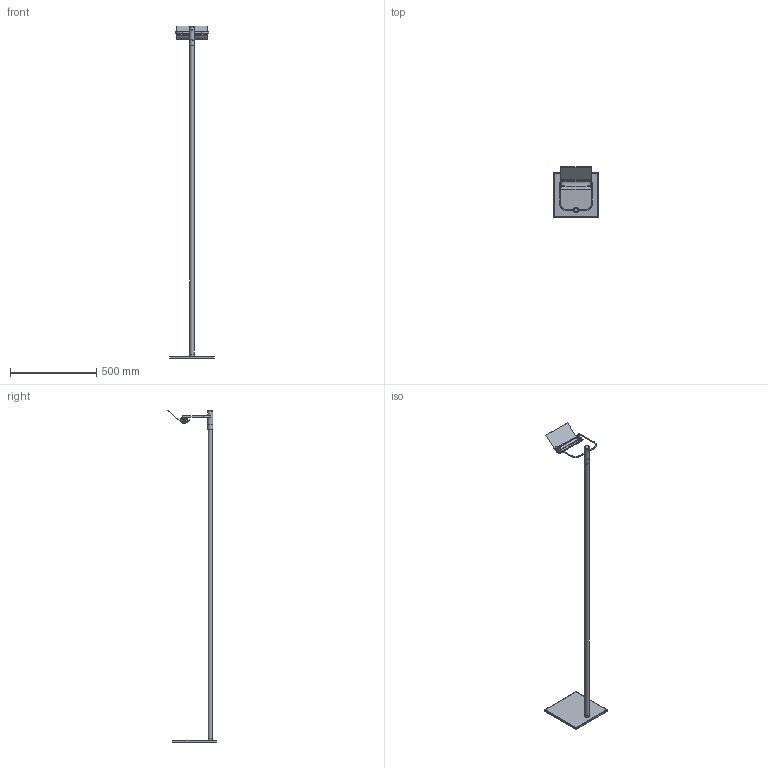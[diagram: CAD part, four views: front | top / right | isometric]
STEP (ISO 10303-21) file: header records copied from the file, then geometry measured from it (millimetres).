
FILE_DESCRIPTION(/* description */ (''),/* implementation_level */ '2;1');
FILE_NAME(/* name */ 'F272930250xxNE.stp',/* time_stamp */ '2020-01-15T15:01:41+01:00',/* author */ ('sghezzi'),/* organization */ (''),/* preprocessor_version */ 'ST-DEVELOPER v17.2',/* originating_system */ 'Autodesk Inventor 2019',/* authorisation */ '');
FILE_SCHEMA (('AUTOMOTIVE_DESIGN { 1 0 10303 214 3 1 1 }'));
Length unit declared in the file: millimetre
Products named in the file (11): Scintilla_2729_Assieme; Scintilla_Corpo illum 2729 Terra_Assieme; montatura; RAT-F-S; 010037310 Tappo ; Montatura ; 010036010_Piastrina Inox dist 0.5; 007272914_Vite Tsp M8x25 Scintilla Ter; Parte1; 007272911_Zavorra Nr; 0072729 Stelo D25 H180 Cr
Assembly tree (11 placements, depth 3):
  Scintilla_2729_Assieme
    Scintilla_Corpo illum 2729 Terra_Assieme
      montatura
    RAT-F-S
    010037310 Tappo 
    Montatura 
    010036010_Piastrina Inox dist 0.5  x2
    007272914_Vite Tsp M8x25 Scintilla Ter
    Parte1
    007272911_Zavorra Nr
    0072729 Stelo D25 H180 Cr
Bounding box: 258 x 288.19 x 1926.12 mm (x, y, z)
Volume: 983535.8 mm3; surface area: 669477.6 mm2
Topology: 13 solids, 13 shells, 255 faces, 647 edges, 431 vertices
Faces by surface type: plane 128, cylinder 110, bspline 8, cone 5, torus 4
Full cylindrical faces by diameter (mm): 3 x21, 3.5 x2, 3.703 x1, 5 x4, 6 x2, 6.647 x1, 7 x5, 8 x2, 8.5 x1, 9 x1, 12 x2, 20.5 x1, 22 x1, 24.5 x2, 25 x1, 25.3 x1, 28 x2
Entity records: 8225 total; most frequent: CARTESIAN_POINT 2102, DIRECTION 1203, ORIENTED_EDGE 1180, EDGE_CURVE 590, AXIS2_PLACEMENT_3D 444, VERTEX_POINT 393, LINE 315, VECTOR 315
